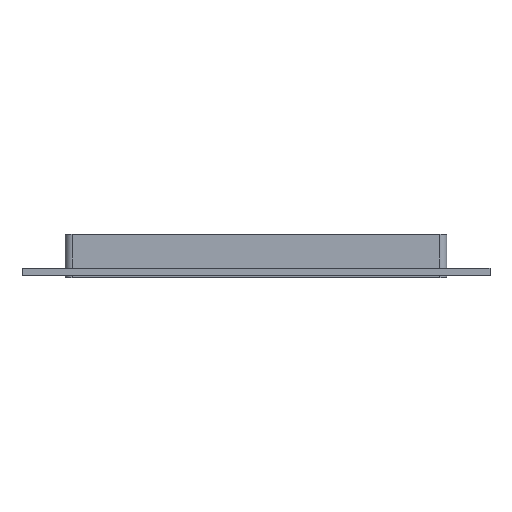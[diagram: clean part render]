
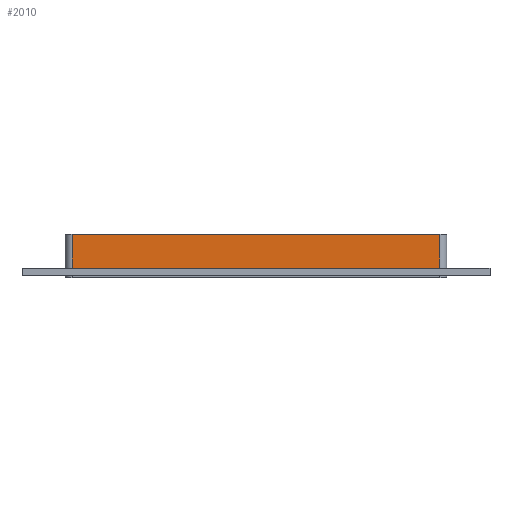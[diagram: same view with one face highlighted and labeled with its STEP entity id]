
A CAD part, front view. The second image highlights one B-rep face of the part: STEP entity #2010.
In plain terms, the highlighted planar face has unit normal (0, -1, 0).
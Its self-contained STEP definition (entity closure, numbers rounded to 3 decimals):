
#1090=CARTESIAN_POINT('',(256.,-357.0,-17.0));
#1091=VERTEX_POINT('',#1090);
#1099=CARTESIAN_POINT('',(-256.,-357.0,-17.0));
#1100=VERTEX_POINT('',#1099);
#1101=CARTESIAN_POINT('',(-256.0,-357.,-17.0));
#1102=DIRECTION('',(1.0,0.0,0.0));
#1103=VECTOR('',#1102,512.0);
#1104=LINE('',#1101,#1103);
#1105=EDGE_CURVE('',#1100,#1091,#1104,.T.);
#1354=CARTESIAN_POINT('',(256.,-357.,30.0));
#1355=VERTEX_POINT('',#1354);
#1363=CARTESIAN_POINT('',(256.,-357.,30.0));
#1364=DIRECTION('',(0.0,0.0,-1.0));
#1365=VECTOR('',#1364,47.0);
#1366=LINE('',#1363,#1365);
#1367=EDGE_CURVE('',#1355,#1091,#1366,.T.);
#1987=CARTESIAN_POINT('',(-266.,-357.,0.0));
#1988=DIRECTION('',(0.0,-1.0,0.0));
#1989=DIRECTION('',(1.0,0.0,0.0));
#1990=AXIS2_PLACEMENT_3D('',#1987,#1988,#1989);
#1991=PLANE('',#1990);
#1992=ORIENTED_EDGE('',*,*,#1105,.T.);
#1993=ORIENTED_EDGE('',*,*,#1367,.F.);
#1994=CARTESIAN_POINT('',(-256.,-357.,30.0));
#1995=VERTEX_POINT('',#1994);
#1996=CARTESIAN_POINT('',(-256.,-357.,30.0));
#1997=DIRECTION('',(1.0,0.0,0.0));
#1998=VECTOR('',#1997,512.);
#1999=LINE('',#1996,#1998);
#2000=EDGE_CURVE('',#1995,#1355,#1999,.T.);
#2001=ORIENTED_EDGE('',*,*,#2000,.F.);
#2002=CARTESIAN_POINT('',(-256.,-357.,-17.0));
#2003=DIRECTION('',(0.0,0.0,1.0));
#2004=VECTOR('',#2003,47.0);
#2005=LINE('',#2002,#2004);
#2006=EDGE_CURVE('',#1100,#1995,#2005,.T.);
#2007=ORIENTED_EDGE('',*,*,#2006,.F.);
#2008=EDGE_LOOP('',(#1992,#1993,#2001,#2007));
#2009=FACE_OUTER_BOUND('',#2008,.T.);
#2010=ADVANCED_FACE('',(#2009),#1991,.T.);
